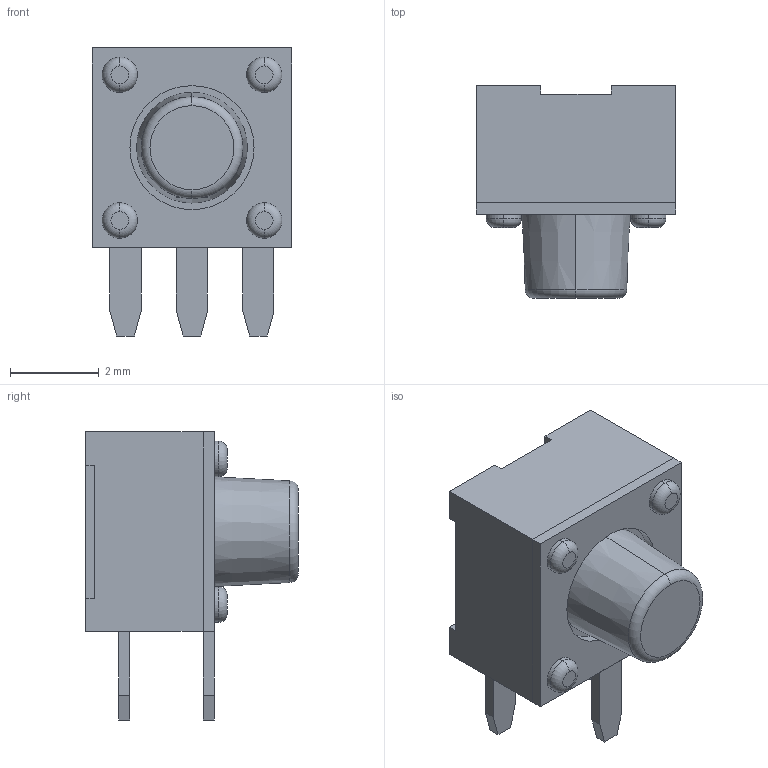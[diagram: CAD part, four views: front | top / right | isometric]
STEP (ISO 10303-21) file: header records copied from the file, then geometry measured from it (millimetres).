
FILE_DESCRIPTION (( 'STEP AP214' ), '1' );
FILE_NAME ('KEY-TH_K2-L4.5-W2.9-H4.5-P3.0.step', '2022-07-02T15:50:47', ( '' ), ( '' ), 'SwSTEP 2.0', 'SolidWorks 2020', '' );
FILE_SCHEMA (( 'AUTOMOTIVE_DESIGN' ));
Length unit declared in the file: millimetre
Products named in the file (1): KEY-TH_K2-L4.5-W2.9-H4.5-P3.0
Bounding box: 4.5 x 4.8 x 6.5 mm (x, y, z)
Volume: 65 mm3; surface area: 166.4 mm2
Topology: 6 solids, 6 shells, 371 faces, 977 edges, 648 vertices
Faces by surface type: plane 237, bspline 112, torus 10, cylinder 10, cone 2
Entity records: 16084 total; most frequent: CARTESIAN_POINT 4101, ORIENTED_EDGE 1954, DIRECTION 1313, EDGE_CURVE 977, LINE 705, VECTOR 705, VERTEX_POINT 648, EDGE_LOOP 403
